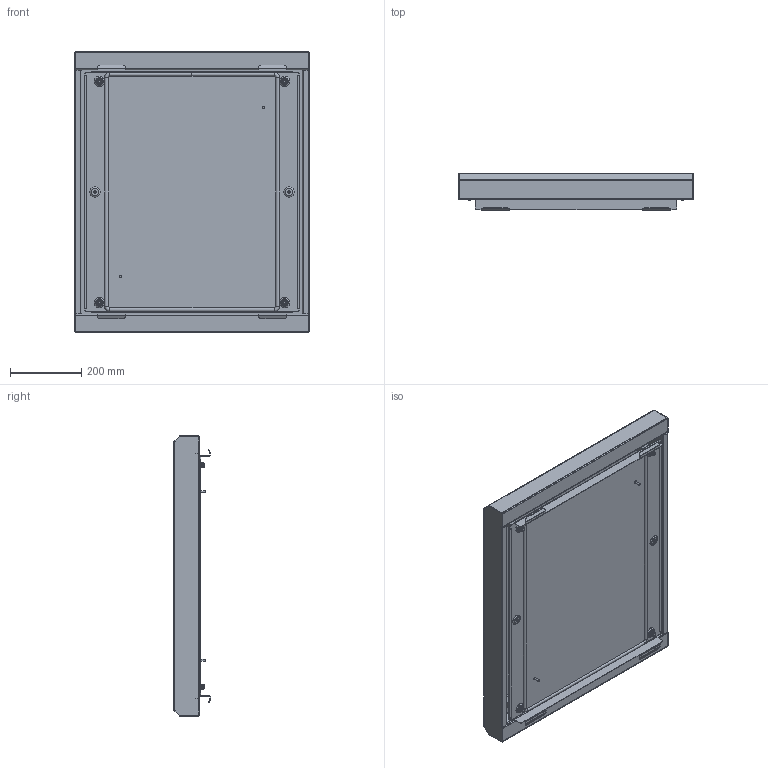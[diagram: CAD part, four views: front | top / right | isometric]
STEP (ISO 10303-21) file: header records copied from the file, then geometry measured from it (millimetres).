
FILE_DESCRIPTION (( 'STEP AP214' ), '1' );
FILE_NAME ('626.701.STEP', '2024-09-25T08:35:44', ( '' ), ( '' ), 'SwSTEP 2.0', 'SolidWorks 2021', '' );
FILE_SCHEMA (( 'AUTOMOTIVE_DESIGN' ));
Length unit declared in the file: millimetre
Products named in the file (8): Ãàñêåòèíã êðûøè ÌÊ-20 W600D700; 620.701-02; Ïðîñòàâêà; 626.701-01; Êðûøà W600D700; Øïèëüêà ïðèâàðíàÿ Ì6õ16; 626.700; 626.701
Assembly tree (12 placements, depth 3):
  626.701
    626.701-01
    620.701-02  x2
    Ïðîñòàâêà  x4
    626.700
      Êðûøà W600D700
      Ãàñêåòèíã êðûøè ÌÊ-20 W600D700
      Øïèëüêà ïðèâàðíàÿ Ì6õ16  x2
Bounding box: 658 x 103.7 x 786 mm (x, y, z)
Volume: 2139148.3 mm3; surface area: 2639502.7 mm2
Topology: 11 solids, 11 shells, 664 faces, 1628 edges, 998 vertices
Faces by surface type: cylinder 301, plane 279, cone 44, bspline 36, torus 4
Entity records: 15447 total; most frequent: CARTESIAN_POINT 5998, DIRECTION 1916, ORIENTED_EDGE 1896, EDGE_CURVE 948, AXIS2_PLACEMENT_3D 683, VERTEX_POINT 564, LINE 550, VECTOR 550
